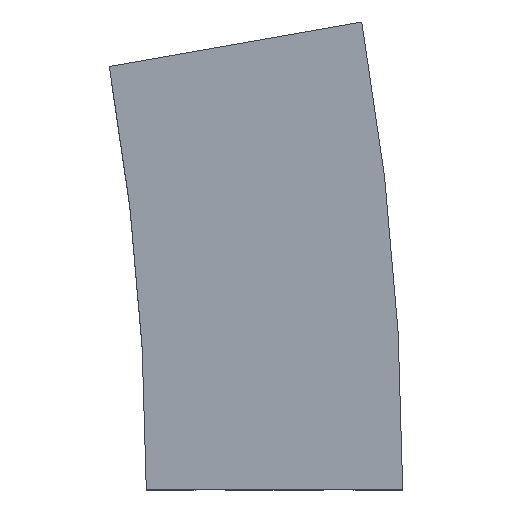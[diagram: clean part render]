
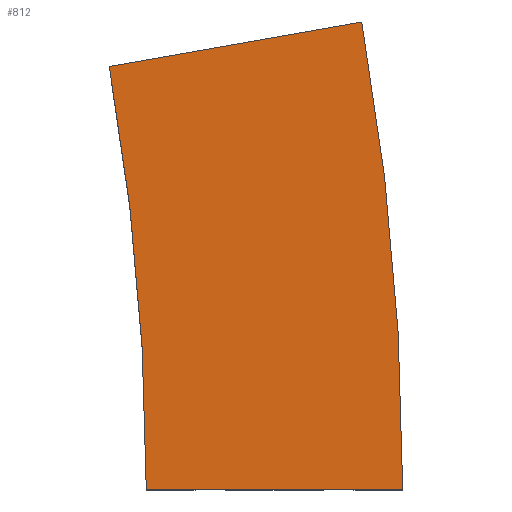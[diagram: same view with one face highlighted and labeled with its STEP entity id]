
A CAD part, top view. The second image highlights one B-rep face of the part: STEP entity #812.
In plain terms, the highlighted planar face has unit normal (0, 0, 1).
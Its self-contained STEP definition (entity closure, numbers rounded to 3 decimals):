
#45 = CYLINDRICAL_SURFACE('',#46,95.);
#46 = AXIS2_PLACEMENT_3D('',#47,#48,#49);
#47 = CARTESIAN_POINT('',(0.,0.,0.));
#48 = DIRECTION('',(0.,0.,1.));
#49 = DIRECTION('',(1.,0.,0.));
#73 = PLANE('',#74);
#74 = AXIS2_PLACEMENT_3D('',#75,#76,#77);
#75 = CARTESIAN_POINT('',(98.481,17.365,4.433
    ));
#76 = DIRECTION('',(0.174,-0.985,0.)
  );
#77 = DIRECTION('',(0.,0.,-1.));
#128 = PLANE('',#129);
#129 = AXIS2_PLACEMENT_3D('',#130,#131,#132);
#130 = CARTESIAN_POINT('',(100.,0.,4.433));
#131 = DIRECTION('',(0.,-1.,0.));
#132 = DIRECTION('',(0.,0.,-1.));
#145 = VERTEX_POINT('',#146);
#146 = CARTESIAN_POINT('',(93.557,16.497,10.));
#167 = EDGE_CURVE('',#168,#145,#170,.T.);
#168 = VERTEX_POINT('',#169);
#169 = CARTESIAN_POINT('',(95.,0.,10.));
#170 = SURFACE_CURVE('',#171,(#176,#183),.PCURVE_S1.);
#171 = CIRCLE('',#172,95.);
#172 = AXIS2_PLACEMENT_3D('',#173,#174,#175);
#173 = CARTESIAN_POINT('',(0.,0.,10.));
#174 = DIRECTION('',(0.,0.,1.));
#175 = DIRECTION('',(1.,0.,0.));
#176 = PCURVE('',#45,#177);
#177 = DEFINITIONAL_REPRESENTATION('',(#178),#182);
#178 = LINE('',#179,#180);
#179 = CARTESIAN_POINT('',(0.,10.));
#180 = VECTOR('',#181,1.);
#181 = DIRECTION('',(1.,0.));
#182 = ( GEOMETRIC_REPRESENTATION_CONTEXT(2) 
PARAMETRIC_REPRESENTATION_CONTEXT() REPRESENTATION_CONTEXT('2D SPACE',''
  ) );
#183 = PCURVE('',#184,#189);
#184 = PLANE('',#185);
#185 = AXIS2_PLACEMENT_3D('',#186,#187,#188);
#186 = CARTESIAN_POINT('',(0.,0.,10.));
#187 = DIRECTION('',(0.,0.,1.));
#188 = DIRECTION('',(1.,0.,0.));
#189 = DEFINITIONAL_REPRESENTATION('',(#190),#194);
#190 = CIRCLE('',#191,95.);
#191 = AXIS2_PLACEMENT_2D('',#192,#193);
#192 = CARTESIAN_POINT('',(0.,0.));
#193 = DIRECTION('',(1.,0.));
#194 = ( GEOMETRIC_REPRESENTATION_CONTEXT(2) 
PARAMETRIC_REPRESENTATION_CONTEXT() REPRESENTATION_CONTEXT('2D SPACE',''
  ) );
#491 = VERTEX_POINT('',#492);
#492 = CARTESIAN_POINT('',(105.,0.,10.));
#506 = CYLINDRICAL_SURFACE('',#507,105.);
#507 = AXIS2_PLACEMENT_3D('',#508,#509,#510);
#508 = CARTESIAN_POINT('',(0.,0.,10.));
#509 = DIRECTION('',(0.,0.,-1.));
#510 = DIRECTION('',(1.,0.,0.));
#518 = EDGE_CURVE('',#168,#491,#519,.T.);
#519 = SURFACE_CURVE('',#520,(#524,#531),.PCURVE_S1.);
#520 = LINE('',#521,#522);
#521 = CARTESIAN_POINT('',(95.,0.,10.));
#522 = VECTOR('',#523,1.);
#523 = DIRECTION('',(1.,0.,0.));
#524 = PCURVE('',#128,#525);
#525 = DEFINITIONAL_REPRESENTATION('',(#526),#530);
#526 = LINE('',#527,#528);
#527 = CARTESIAN_POINT('',(-5.567,-5.));
#528 = VECTOR('',#529,1.);
#529 = DIRECTION('',(0.,1.));
#530 = ( GEOMETRIC_REPRESENTATION_CONTEXT(2) 
PARAMETRIC_REPRESENTATION_CONTEXT() REPRESENTATION_CONTEXT('2D SPACE',''
  ) );
#531 = PCURVE('',#184,#532);
#532 = DEFINITIONAL_REPRESENTATION('',(#533),#537);
#533 = LINE('',#534,#535);
#534 = CARTESIAN_POINT('',(95.,0.));
#535 = VECTOR('',#536,1.);
#536 = DIRECTION('',(1.,0.));
#537 = ( GEOMETRIC_REPRESENTATION_CONTEXT(2) 
PARAMETRIC_REPRESENTATION_CONTEXT() REPRESENTATION_CONTEXT('2D SPACE',''
  ) );
#738 = VERTEX_POINT('',#739);
#739 = CARTESIAN_POINT('',(103.405,18.233,10.));
#760 = EDGE_CURVE('',#145,#738,#761,.T.);
#761 = SURFACE_CURVE('',#762,(#766,#773),.PCURVE_S1.);
#762 = LINE('',#763,#764);
#763 = CARTESIAN_POINT('',(93.557,16.497,10.));
#764 = VECTOR('',#765,1.);
#765 = DIRECTION('',(0.985,0.174,0.)
  );
#766 = PCURVE('',#73,#767);
#767 = DEFINITIONAL_REPRESENTATION('',(#768),#772);
#768 = LINE('',#769,#770);
#769 = CARTESIAN_POINT('',(-5.567,-5.));
#770 = VECTOR('',#771,1.);
#771 = DIRECTION('',(0.,1.));
#772 = ( GEOMETRIC_REPRESENTATION_CONTEXT(2) 
PARAMETRIC_REPRESENTATION_CONTEXT() REPRESENTATION_CONTEXT('2D SPACE',''
  ) );
#773 = PCURVE('',#184,#774);
#774 = DEFINITIONAL_REPRESENTATION('',(#775),#779);
#775 = LINE('',#776,#777);
#776 = CARTESIAN_POINT('',(93.557,16.497));
#777 = VECTOR('',#778,1.);
#778 = DIRECTION('',(0.985,0.174));
#779 = ( GEOMETRIC_REPRESENTATION_CONTEXT(2) 
PARAMETRIC_REPRESENTATION_CONTEXT() REPRESENTATION_CONTEXT('2D SPACE',''
  ) );
#812 = ADVANCED_FACE('',(#813),#184,.T.);
#813 = FACE_BOUND('',#814,.F.);
#814 = EDGE_LOOP('',(#815,#816,#817,#839));
#815 = ORIENTED_EDGE('',*,*,#167,.T.);
#816 = ORIENTED_EDGE('',*,*,#760,.T.);
#817 = ORIENTED_EDGE('',*,*,#818,.F.);
#818 = EDGE_CURVE('',#491,#738,#819,.T.);
#819 = SURFACE_CURVE('',#820,(#825,#832),.PCURVE_S1.);
#820 = CIRCLE('',#821,105.);
#821 = AXIS2_PLACEMENT_3D('',#822,#823,#824);
#822 = CARTESIAN_POINT('',(0.,0.,10.));
#823 = DIRECTION('',(0.,0.,1.));
#824 = DIRECTION('',(1.,0.,0.));
#825 = PCURVE('',#184,#826);
#826 = DEFINITIONAL_REPRESENTATION('',(#827),#831);
#827 = CIRCLE('',#828,105.);
#828 = AXIS2_PLACEMENT_2D('',#829,#830);
#829 = CARTESIAN_POINT('',(0.,0.));
#830 = DIRECTION('',(1.,0.));
#831 = ( GEOMETRIC_REPRESENTATION_CONTEXT(2) 
PARAMETRIC_REPRESENTATION_CONTEXT() REPRESENTATION_CONTEXT('2D SPACE',''
  ) );
#832 = PCURVE('',#506,#833);
#833 = DEFINITIONAL_REPRESENTATION('',(#834),#838);
#834 = LINE('',#835,#836);
#835 = CARTESIAN_POINT('',(0.,0.));
#836 = VECTOR('',#837,1.);
#837 = DIRECTION('',(-1.,0.));
#838 = ( GEOMETRIC_REPRESENTATION_CONTEXT(2) 
PARAMETRIC_REPRESENTATION_CONTEXT() REPRESENTATION_CONTEXT('2D SPACE',''
  ) );
#839 = ORIENTED_EDGE('',*,*,#518,.F.);
